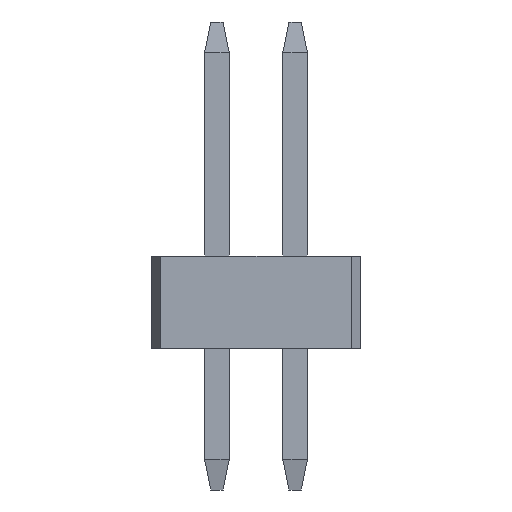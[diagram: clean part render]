
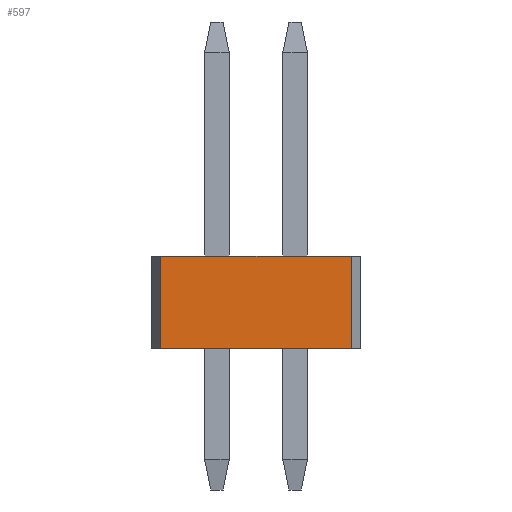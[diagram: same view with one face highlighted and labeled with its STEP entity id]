
A CAD part, left-side view. The second image highlights one B-rep face of the part: STEP entity #597.
In plain terms, the highlighted planar face has unit normal (-1, 0, 0).
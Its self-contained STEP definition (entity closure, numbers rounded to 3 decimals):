
#597=ADVANCED_FACE('',(#1225),#9607,.T.);
#1225=FACE_OUTER_BOUND('',#1853,.T.);
#1853=EDGE_LOOP('',(#3678,#3679,#3680,#3681));
#3678=ORIENTED_EDGE('',*,*,#6135,.F.);
#3679=ORIENTED_EDGE('',*,*,#5821,.T.);
#3680=ORIENTED_EDGE('',*,*,#5391,.F.);
#3681=ORIENTED_EDGE('',*,*,#5887,.T.);
#5391=EDGE_CURVE('',#8498,#8497,#6931,.T.);
#5821=EDGE_CURVE('',#8902,#8497,#7361,.T.);
#5887=EDGE_CURVE('',#8498,#8916,#7427,.T.);
#6135=EDGE_CURVE('',#8902,#8916,#7675,.T.);
#6931=B_SPLINE_CURVE_WITH_KNOTS('',1,(#12174,#12175),.UNSPECIFIED.,.F.,
 .F.,(2,2),(0.053,0.056),.UNSPECIFIED.);
#7361=B_SPLINE_CURVE_WITH_KNOTS('',1,(#13034,#13035),.UNSPECIFIED.,.F.,
 .F.,(2,2),(0.004,0.005),.UNSPECIFIED.);
#7427=B_SPLINE_CURVE_WITH_KNOTS('',1,(#13166,#13167),.UNSPECIFIED.,.F.,
 .F.,(2,2),(0.008,0.01),.UNSPECIFIED.);
#7675=B_SPLINE_CURVE_WITH_KNOTS('',1,(#13662,#13663,#13664,#13665),
 .UNSPECIFIED.,.F.,.F.,(2,1,1,2),(0.,0.815,2.285,
3.1),.UNSPECIFIED.);
#8497=VERTEX_POINT('',#11611);
#8498=VERTEX_POINT('',#11612);
#8902=VERTEX_POINT('',#12016);
#8916=VERTEX_POINT('',#12030);
#9607=PLANE('',#10255);
#10255=AXIS2_PLACEMENT_3D('',#11517,#10886,$);
#10886=DIRECTION('',(-1.,0.,0.));
#11517=CARTESIAN_POINT('',(-8.255,-1.55,0.01));
#11611=CARTESIAN_POINT('',(-8.255,1.55,0.01));
#11612=CARTESIAN_POINT('',(-8.255,-1.55,0.01));
#12016=CARTESIAN_POINT('',(-8.255,1.55,1.51));
#12030=CARTESIAN_POINT('',(-8.255,-1.55,1.51));
#12174=CARTESIAN_POINT('',(-8.255,-1.55,0.01));
#12175=CARTESIAN_POINT('',(-8.255,1.55,0.01));
#13034=CARTESIAN_POINT('',(-8.255,1.55,1.51));
#13035=CARTESIAN_POINT('',(-8.255,1.55,0.01));
#13166=CARTESIAN_POINT('',(-8.255,-1.55,0.01));
#13167=CARTESIAN_POINT('',(-8.255,-1.55,1.51));
#13662=CARTESIAN_POINT('',(-8.255,1.55,1.51));
#13663=CARTESIAN_POINT('',(-8.255,0.735,1.51));
#13664=CARTESIAN_POINT('',(-8.255,-0.735,1.51));
#13665=CARTESIAN_POINT('',(-8.255,-1.55,1.51));
